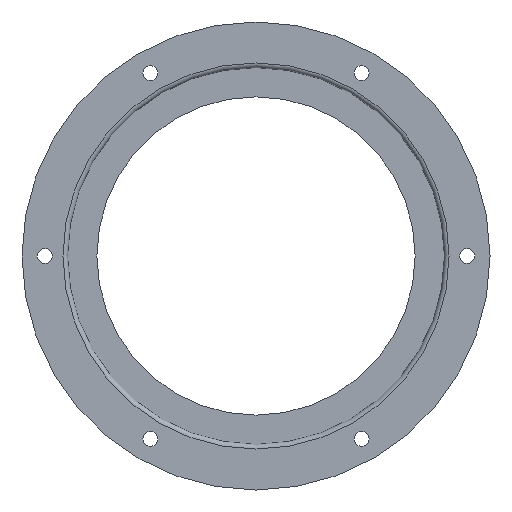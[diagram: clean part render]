
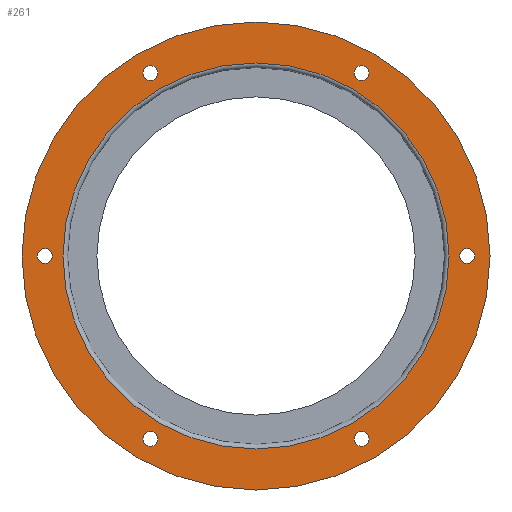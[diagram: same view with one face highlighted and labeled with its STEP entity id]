
A CAD part, front view. The second image highlights one B-rep face of the part: STEP entity #261.
In plain terms, the highlighted planar face has unit normal (0, -1, 0).
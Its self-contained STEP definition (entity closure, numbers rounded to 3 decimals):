
#21=PLANE('',#285);
#35=FACE_BOUND('',#88,.T.);
#36=FACE_BOUND('',#89,.T.);
#37=FACE_BOUND('',#90,.T.);
#38=FACE_BOUND('',#91,.T.);
#39=FACE_BOUND('',#92,.T.);
#40=FACE_BOUND('',#93,.T.);
#41=FACE_BOUND('',#94,.T.);
#66=FACE_OUTER_BOUND('',#87,.T.);
#87=EDGE_LOOP('',(#212));
#88=EDGE_LOOP('',(#213));
#89=EDGE_LOOP('',(#214));
#90=EDGE_LOOP('',(#215));
#91=EDGE_LOOP('',(#216));
#92=EDGE_LOOP('',(#217));
#93=EDGE_LOOP('',(#218));
#94=EDGE_LOOP('',(#219));
#134=CIRCLE('',#282,41.25);
#136=CIRCLE('',#286,50.);
#137=CIRCLE('',#287,1.6);
#138=CIRCLE('',#288,1.6);
#139=CIRCLE('',#289,1.6);
#140=CIRCLE('',#290,1.6);
#141=CIRCLE('',#291,1.6);
#142=CIRCLE('',#292,1.6);
#159=VERTEX_POINT('',#418);
#161=VERTEX_POINT('',#424);
#162=VERTEX_POINT('',#426);
#163=VERTEX_POINT('',#428);
#164=VERTEX_POINT('',#430);
#165=VERTEX_POINT('',#432);
#166=VERTEX_POINT('',#434);
#167=VERTEX_POINT('',#436);
#184=EDGE_CURVE('',#159,#159,#134,.T.);
#186=EDGE_CURVE('',#161,#161,#136,.T.);
#187=EDGE_CURVE('',#162,#162,#137,.T.);
#188=EDGE_CURVE('',#163,#163,#138,.T.);
#189=EDGE_CURVE('',#164,#164,#139,.T.);
#190=EDGE_CURVE('',#165,#165,#140,.T.);
#191=EDGE_CURVE('',#166,#166,#141,.T.);
#192=EDGE_CURVE('',#167,#167,#142,.T.);
#212=ORIENTED_EDGE('',*,*,#186,.T.);
#213=ORIENTED_EDGE('',*,*,#187,.T.);
#214=ORIENTED_EDGE('',*,*,#188,.T.);
#215=ORIENTED_EDGE('',*,*,#189,.T.);
#216=ORIENTED_EDGE('',*,*,#190,.T.);
#217=ORIENTED_EDGE('',*,*,#191,.T.);
#218=ORIENTED_EDGE('',*,*,#192,.T.);
#219=ORIENTED_EDGE('',*,*,#184,.F.);
#261=ADVANCED_FACE('',(#66,#35,#36,#37,#38,#39,#40,#41),#21,.F.);
#282=AXIS2_PLACEMENT_3D('',#419,#330,#331);
#285=AXIS2_PLACEMENT_3D('',#423,#336,#337);
#286=AXIS2_PLACEMENT_3D('',#425,#338,#339);
#287=AXIS2_PLACEMENT_3D('',#427,#340,#341);
#288=AXIS2_PLACEMENT_3D('',#429,#342,#343);
#289=AXIS2_PLACEMENT_3D('',#431,#344,#345);
#290=AXIS2_PLACEMENT_3D('',#433,#346,#347);
#291=AXIS2_PLACEMENT_3D('',#435,#348,#349);
#292=AXIS2_PLACEMENT_3D('',#437,#350,#351);
#330=DIRECTION('center_axis',(0.,-1.,0.));
#331=DIRECTION('ref_axis',(1.,0.,0.));
#336=DIRECTION('center_axis',(0.,1.,0.));
#337=DIRECTION('ref_axis',(0.,0.,1.));
#338=DIRECTION('center_axis',(0.,-1.,0.));
#339=DIRECTION('ref_axis',(1.,0.,0.));
#340=DIRECTION('center_axis',(0.,1.,0.));
#341=DIRECTION('ref_axis',(1.,0.,0.));
#342=DIRECTION('center_axis',(0.,1.,0.));
#343=DIRECTION('ref_axis',(1.,0.,0.));
#344=DIRECTION('center_axis',(0.,1.,0.));
#345=DIRECTION('ref_axis',(1.,0.,0.));
#346=DIRECTION('center_axis',(0.,1.,0.));
#347=DIRECTION('ref_axis',(1.,0.,0.));
#348=DIRECTION('center_axis',(0.,1.,0.));
#349=DIRECTION('ref_axis',(1.,0.,0.));
#350=DIRECTION('center_axis',(0.,1.,0.));
#351=DIRECTION('ref_axis',(1.,0.,0.));
#418=CARTESIAN_POINT('',(-41.25,0.,0.));
#419=CARTESIAN_POINT('Origin',(0.,0.,0.));
#423=CARTESIAN_POINT('Origin',(0.,0.,0.));
#424=CARTESIAN_POINT('',(-50.,0.,0.));
#425=CARTESIAN_POINT('Origin',(0.,0.,0.));
#426=CARTESIAN_POINT('',(-20.962,0.,39.079));
#427=CARTESIAN_POINT('Origin',(-22.562,0.,39.079));
#428=CARTESIAN_POINT('',(-20.962,0.,-39.079));
#429=CARTESIAN_POINT('Origin',(-22.562,0.,-39.079));
#430=CARTESIAN_POINT('',(46.725,0.,0.));
#431=CARTESIAN_POINT('Origin',(45.125,0.,0.));
#432=CARTESIAN_POINT('',(24.162,0.,39.079));
#433=CARTESIAN_POINT('Origin',(22.562,0.,39.079));
#434=CARTESIAN_POINT('',(24.162,0.,-39.079));
#435=CARTESIAN_POINT('Origin',(22.562,0.,-39.079));
#436=CARTESIAN_POINT('',(-43.525,0.,0.));
#437=CARTESIAN_POINT('Origin',(-45.125,0.,0.));
